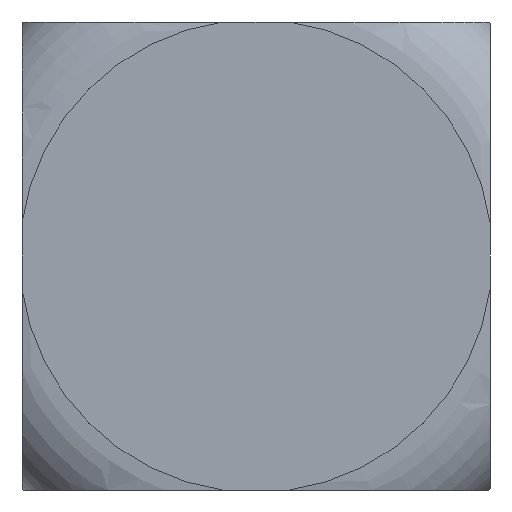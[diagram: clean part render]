
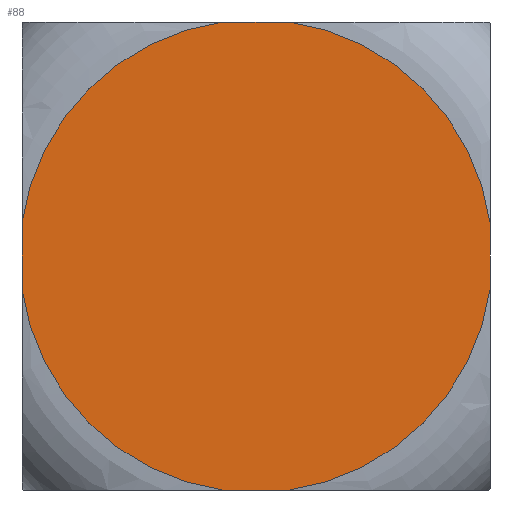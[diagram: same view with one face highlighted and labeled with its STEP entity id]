
A CAD part, left-side view. The second image highlights one B-rep face of the part: STEP entity #88.
In plain terms, the highlighted planar face has unit normal (-1, 0, 0).
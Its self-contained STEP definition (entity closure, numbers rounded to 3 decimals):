
#88 = ADVANCED_FACE( '', ( #130 ), #131, .T. );
#130 = FACE_OUTER_BOUND( '', #186, .T. );
#131 = PLANE( '', #187 );
#186 = EDGE_LOOP( '', ( #328, #329, #330, #331, #332, #333, #334, #335 ) );
#187 = AXIS2_PLACEMENT_3D( '', #336, #337, #338 );
#328 = ORIENTED_EDGE( '', *, *, #477, .T. );
#329 = ORIENTED_EDGE( '', *, *, #496, .T. );
#330 = ORIENTED_EDGE( '', *, *, #495, .T. );
#331 = ORIENTED_EDGE( '', *, *, #497, .T. );
#332 = ORIENTED_EDGE( '', *, *, #489, .T. );
#333 = ORIENTED_EDGE( '', *, *, #498, .T. );
#334 = ORIENTED_EDGE( '', *, *, #483, .T. );
#335 = ORIENTED_EDGE( '', *, *, #499, .T. );
#336 = CARTESIAN_POINT( '', ( 0., 8.08, 0. ) );
#337 = DIRECTION( '', ( -1., 0., 0. ) );
#338 = DIRECTION( '', ( 0., 1., 0. ) );
#477 = EDGE_CURVE( '', #568, #573, #575, .T. );
#483 = EDGE_CURVE( '', #577, #584, #586, .T. );
#489 = EDGE_CURVE( '', #588, #596, #598, .T. );
#495 = EDGE_CURVE( '', #600, #607, #609, .T. );
#496 = EDGE_CURVE( '', #573, #600, #610, .T. );
#497 = EDGE_CURVE( '', #607, #588, #611, .T. );
#498 = EDGE_CURVE( '', #596, #577, #612, .T. );
#499 = EDGE_CURVE( '', #584, #568, #613, .T. );
#568 = VERTEX_POINT( '', #695 );
#573 = VERTEX_POINT( '', #733 );
#575 = LINE( '', #766, #767 );
#577 = VERTEX_POINT( '', #769 );
#584 = VERTEX_POINT( '', #810 );
#586 = LINE( '', #843, #844 );
#588 = VERTEX_POINT( '', #846 );
#596 = VERTEX_POINT( '', #888 );
#598 = LINE( '', #921, #922 );
#600 = VERTEX_POINT( '', #924 );
#607 = VERTEX_POINT( '', #965 );
#609 = LINE( '', #998, #999 );
#610 = CIRCLE( '', #1000, 16.16 );
#611 = CIRCLE( '', #1001, 16.16 );
#612 = CIRCLE( '', #1002, 16.16 );
#613 = CIRCLE( '', #1003, 16.16 );
#695 = CARTESIAN_POINT( '', ( 0., -2.268, 16. ) );
#733 = CARTESIAN_POINT( '', ( 0., 2.268, 16. ) );
#766 = CARTESIAN_POINT( '', ( 0., 12.04, 16. ) );
#767 = VECTOR( '', #1089, 1. );
#769 = CARTESIAN_POINT( '', ( 0., -16., -2.268 ) );
#810 = CARTESIAN_POINT( '', ( 0., -16., 2.268 ) );
#843 = CARTESIAN_POINT( '', ( 0., -16., 8. ) );
#844 = VECTOR( '', #1093, 1. );
#846 = CARTESIAN_POINT( '', ( 0., 2.268, -16. ) );
#888 = CARTESIAN_POINT( '', ( 0., -2.268, -16. ) );
#921 = CARTESIAN_POINT( '', ( 0., -3.96, -16. ) );
#922 = VECTOR( '', #1097, 1. );
#924 = CARTESIAN_POINT( '', ( 0., 16., 2.268 ) );
#965 = CARTESIAN_POINT( '', ( 0., 16., -2.268 ) );
#998 = CARTESIAN_POINT( '', ( 0., 16., -8. ) );
#999 = VECTOR( '', #1101, 1. );
#1000 = AXIS2_PLACEMENT_3D( '', #1102, #1103, #1104 );
#1001 = AXIS2_PLACEMENT_3D( '', #1105, #1106, #1107 );
#1002 = AXIS2_PLACEMENT_3D( '', #1108, #1109, #1110 );
#1003 = AXIS2_PLACEMENT_3D( '', #1111, #1112, #1113 );
#1089 = DIRECTION( '', ( 0., 1., 0. ) );
#1093 = DIRECTION( '', ( 0., 0., 1. ) );
#1097 = DIRECTION( '', ( 0., -1., 0. ) );
#1101 = DIRECTION( '', ( 0., 0., -1. ) );
#1102 = CARTESIAN_POINT( '', ( 0., 0., 0. ) );
#1103 = DIRECTION( '', ( -1., 0., 0. ) );
#1104 = DIRECTION( '', ( 0., 1., 0. ) );
#1105 = CARTESIAN_POINT( '', ( 0., 0., 0. ) );
#1106 = DIRECTION( '', ( -1., 0., 0. ) );
#1107 = DIRECTION( '', ( 0., 1., 0. ) );
#1108 = CARTESIAN_POINT( '', ( 0., 0., 0. ) );
#1109 = DIRECTION( '', ( -1., 0., 0. ) );
#1110 = DIRECTION( '', ( 0., 1., 0. ) );
#1111 = CARTESIAN_POINT( '', ( 0., 0., 0. ) );
#1112 = DIRECTION( '', ( -1., 0., 0. ) );
#1113 = DIRECTION( '', ( 0., 1., 0. ) );
